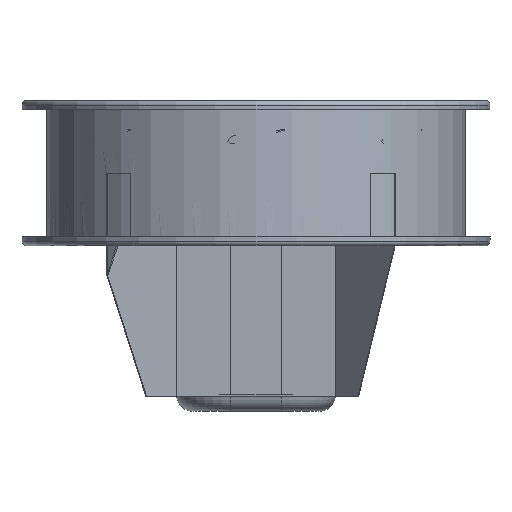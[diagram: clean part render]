
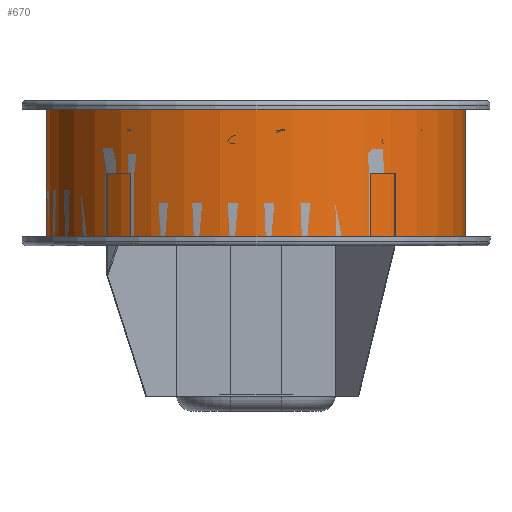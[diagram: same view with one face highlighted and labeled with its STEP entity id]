
A CAD part, front view. The second image highlights one B-rep face of the part: STEP entity #670.
In plain terms, the highlighted cylindrical face has radius 506.2 mm (diameter 1012.4 mm), a full revolution.
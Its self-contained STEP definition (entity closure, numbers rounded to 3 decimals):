
#6 = DIRECTION ( 'NONE',  ( 1., 0., 0. ) ) ;
#447 = EDGE_CURVE ( 'NONE', #5970, #5970, #771, .T. ) ;
#670 = ADVANCED_FACE ( 'NONE', ( #2275, #4141 ), #2983, .T. ) ;
#771 = CIRCLE ( 'NONE', #3305, 506.2 ) ;
#949 = CARTESIAN_POINT ( 'NONE',  ( 506.2, 0., -254.757 ) ) ;
#953 = DIRECTION ( 'NONE',  ( 0., 0., 1. ) ) ;
#1245 = CARTESIAN_POINT ( 'NONE',  ( 0., 0., -254.757 ) ) ;
#1439 = VERTEX_POINT ( 'NONE', #949 ) ;
#2152 = AXIS2_PLACEMENT_3D ( 'NONE', #1245, #4952, #4446 ) ;
#2189 = EDGE_LOOP ( 'NONE', ( #3735 ) ) ;
#2275 = FACE_OUTER_BOUND ( 'NONE', #4090, .T. ) ;
#2430 = EDGE_CURVE ( 'NONE', #1439, #1439, #4596, .T. ) ;
#2435 = AXIS2_PLACEMENT_3D ( 'NONE', #4835, #953, #6 ) ;
#2983 = CYLINDRICAL_SURFACE ( 'NONE', #2435, 506.2 ) ;
#3072 = ORIENTED_EDGE ( 'NONE', *, *, #447, .F. ) ;
#3305 = AXIS2_PLACEMENT_3D ( 'NONE', #3812, #3319, #4270 ) ;
#3319 = DIRECTION ( 'NONE',  ( 0., 0., 1. ) ) ;
#3735 = ORIENTED_EDGE ( 'NONE', *, *, #2430, .T. ) ;
#3812 = CARTESIAN_POINT ( 'NONE',  ( 0., 0., 74.243 ) ) ;
#4090 = EDGE_LOOP ( 'NONE', ( #3072 ) ) ;
#4141 = FACE_OUTER_BOUND ( 'NONE', #2189, .T. ) ;
#4270 = DIRECTION ( 'NONE',  ( 1., 0., 0. ) ) ;
#4446 = DIRECTION ( 'NONE',  ( 1., 0., 0. ) ) ;
#4596 = CIRCLE ( 'NONE', #2152, 506.2 ) ;
#4717 = CARTESIAN_POINT ( 'NONE',  ( 506.2, 0., 74.243 ) ) ;
#4835 = CARTESIAN_POINT ( 'NONE',  ( 0., 0., 165.741 ) ) ;
#4952 = DIRECTION ( 'NONE',  ( 0., 0., 1. ) ) ;
#5970 = VERTEX_POINT ( 'NONE', #4717 ) ;
